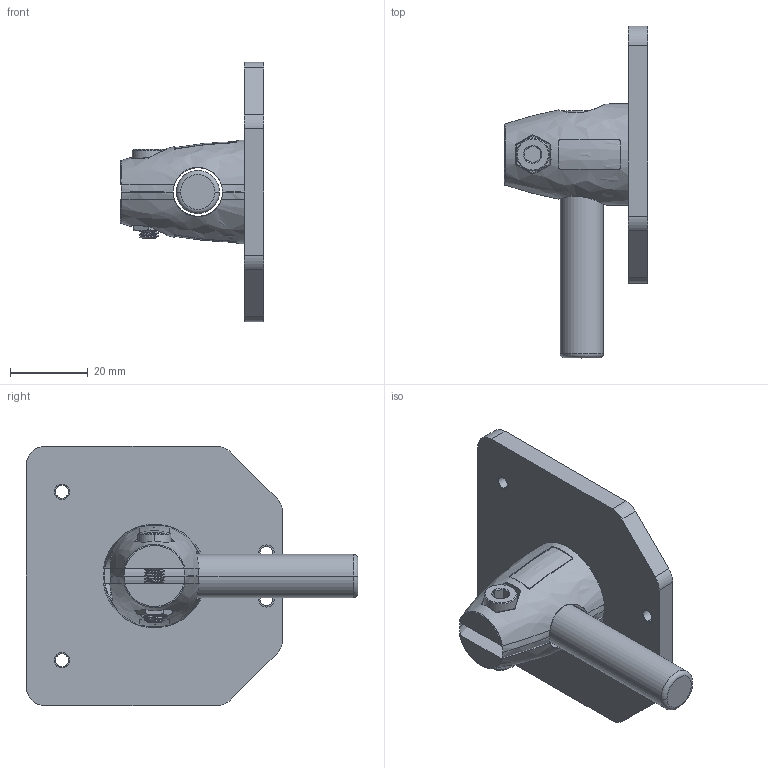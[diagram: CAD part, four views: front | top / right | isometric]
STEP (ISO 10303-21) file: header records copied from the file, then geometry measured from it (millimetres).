
FILE_DESCRIPTION((''),'2;1');
FILE_NAME('193619_ASM','2016-03-07T',('pdmadmin'),(''),'PRO/ENGINEER BY PARAMETRIC TECHNOLOGY CORPORATION, 2013230','PRO/ENGINEER BY PARAMETRIC TECHNOLOGY CORPORATION, 2013230','');
FILE_SCHEMA(('CONFIG_CONTROL_DESIGN'));
Products named in the file (6): 129461; 7_16X2_1_2_DOWEL; 147847; 147849; 190182; 193619_ASM
Assembly tree (6 placements, depth 2):
  193619_ASM
    129461  x2
    7_16X2_1_2_DOWEL
    147847
    147849
    190182
Bounding box: 36.97 x 85.3 x 66.7 mm (x, y, z)
Volume: 34448.5 mm3; surface area: 19752.9 mm2
Topology: 6 solids, 12 shells, 304 faces, 833 edges, 550 vertices
Faces by surface type: cylinder 166, plane 80, cone 40, bspline 14, torus 4
Entity records: 20039 total; most frequent: CARTESIAN_POINT 13885, ORIENTED_EDGE 1370, DIRECTION 1055, EDGE_CURVE 700, VERTEX_POINT 458, AXIS2_PLACEMENT_3D 401, B_SPLINE_CURVE_WITH_KNOTS 311, EDGE_LOOP 278
